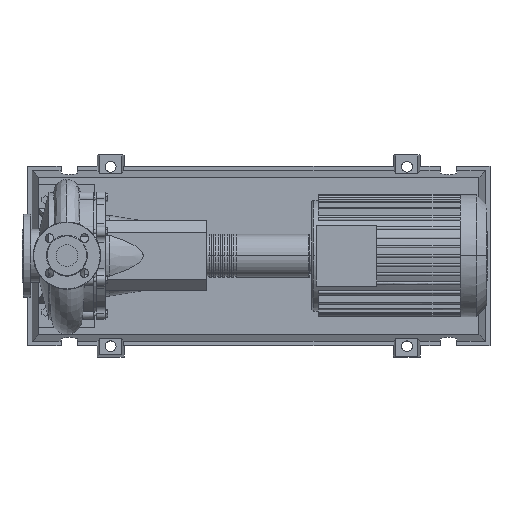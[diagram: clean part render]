
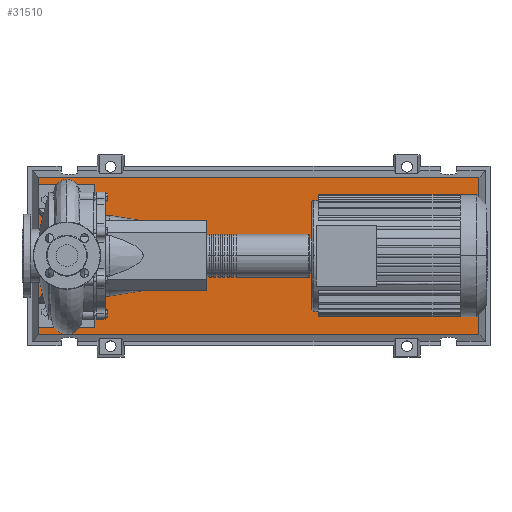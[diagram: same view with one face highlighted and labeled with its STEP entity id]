
A CAD part, top view. The second image highlights one B-rep face of the part: STEP entity #31510.
In plain terms, the highlighted planar face has unit normal (0, 0, 1).
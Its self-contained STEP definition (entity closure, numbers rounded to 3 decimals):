
#31191=CARTESIAN_POINT('',(917.971,-175.471,103.0));
#31192=VERTEX_POINT('',#31191);
#31199=CARTESIAN_POINT('',(-62.971,-175.471,103.0));
#31200=VERTEX_POINT('',#31199);
#31201=CARTESIAN_POINT('',(917.971,-175.471,103.0));
#31202=DIRECTION('',(-1.0,0.0,0.0));
#31203=VECTOR('',#31202,980.941);
#31204=LINE('',#31201,#31203);
#31205=EDGE_CURVE('',#31192,#31200,#31204,.T.);
#31423=CARTESIAN_POINT('',(917.971,175.471,103.0));
#31424=VERTEX_POINT('',#31423);
#31425=CARTESIAN_POINT('',(917.971,175.471,103.0));
#31426=DIRECTION('',(0.0,-1.0,0.0));
#31427=VECTOR('',#31426,350.941);
#31428=LINE('',#31425,#31427);
#31429=EDGE_CURVE('',#31424,#31192,#31428,.T.);
#31447=CARTESIAN_POINT('',(-62.971,175.471,103.0));
#31448=VERTEX_POINT('',#31447);
#31449=CARTESIAN_POINT('',(-62.971,-175.471,103.0));
#31450=DIRECTION('',(0.0,1.0,0.0));
#31451=VECTOR('',#31450,350.941);
#31452=LINE('',#31449,#31451);
#31453=EDGE_CURVE('',#31200,#31448,#31452,.T.);
#31486=CARTESIAN_POINT('',(-62.971,175.471,103.0));
#31487=DIRECTION('',(1.0,0.0,0.0));
#31488=VECTOR('',#31487,980.941);
#31489=LINE('',#31486,#31488);
#31490=EDGE_CURVE('',#31448,#31424,#31489,.T.);
#31499=CARTESIAN_POINT('',(427.5,0.,103.0));
#31500=DIRECTION('',(0.0,0.0,1.0));
#31501=DIRECTION('',(1.0,0.0,0.0));
#31502=AXIS2_PLACEMENT_3D('',#31499,#31500,#31501);
#31503=PLANE('',#31502);
#31504=ORIENTED_EDGE('',*,*,#31429,.F.);
#31505=ORIENTED_EDGE('',*,*,#31490,.F.);
#31506=ORIENTED_EDGE('',*,*,#31453,.F.);
#31507=ORIENTED_EDGE('',*,*,#31205,.F.);
#31508=EDGE_LOOP('',(#31504,#31505,#31506,#31507));
#31509=FACE_OUTER_BOUND('',#31508,.T.);
#31510=ADVANCED_FACE('',(#31509),#31503,.T.);
